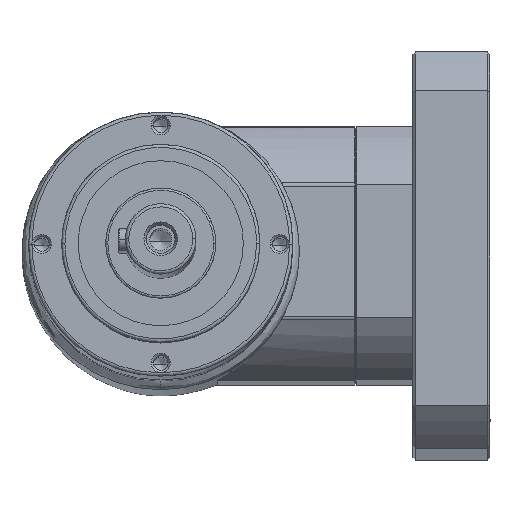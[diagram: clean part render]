
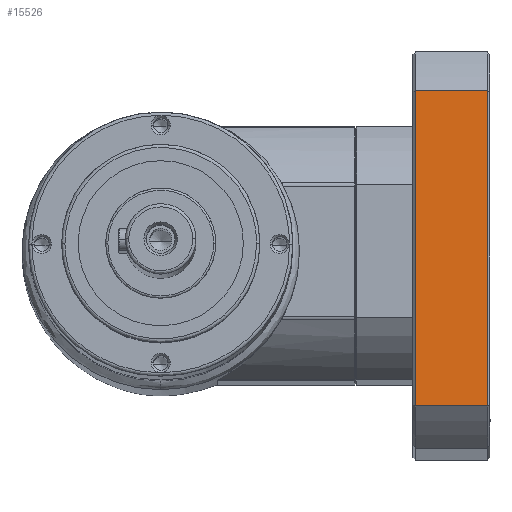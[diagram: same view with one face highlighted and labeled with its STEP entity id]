
A CAD part, left-side view. The second image highlights one B-rep face of the part: STEP entity #15526.
In plain terms, the highlighted face is planar.
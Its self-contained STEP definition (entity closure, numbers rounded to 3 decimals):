
#928 = ORIENTED_EDGE ( 'NONE', *, *, #18038, .F. ) ;
#1278 = VECTOR ( 'NONE', #2724, 1000. ) ;
#2724 = DIRECTION ( 'NONE',  ( 0., 0., -1. ) ) ;
#3548 = DIRECTION ( 'NONE',  ( -1., 0., 0. ) ) ;
#5246 = PLANE ( 'NONE',  #7471 ) ;
#7471 = AXIS2_PLACEMENT_3D ( 'NONE', #26453, #12404, #28865 ) ;
#7848 = EDGE_CURVE ( 'NONE', #10273, #27193, #11481, .T. ) ;
#8363 = ORIENTED_EDGE ( 'NONE', *, *, #7848, .T. ) ;
#10273 = VERTEX_POINT ( 'NONE', #16529 ) ;
#10739 = LINE ( 'NONE', #30640, #16849 ) ;
#11481 = LINE ( 'NONE', #30625, #29527 ) ;
#12404 = DIRECTION ( 'NONE',  ( 0., 1., 0. ) ) ;
#14112 = DIRECTION ( 'NONE',  ( 0., 0., -1. ) ) ;
#14527 = VERTEX_POINT ( 'NONE', #25609 ) ;
#15526 = ADVANCED_FACE ( 'NONE', ( #17107 ), #5246, .T. ) ;
#15812 = VERTEX_POINT ( 'NONE', #20436 ) ;
#16501 = EDGE_CURVE ( 'NONE', #15812, #10273, #26263, .T. ) ;
#16529 = CARTESIAN_POINT ( 'NONE',  ( 71.589, 90., 30. ) ) ;
#16849 = VECTOR ( 'NONE', #14112, 1000. ) ;
#17107 = FACE_OUTER_BOUND ( 'NONE', #17211, .T. ) ;
#17211 = EDGE_LOOP ( 'NONE', ( #19831, #21671, #8363, #928 ) ) ;
#17410 = CARTESIAN_POINT ( 'NONE',  ( 45., 90., 63. ) ) ;
#17662 = EDGE_CURVE ( 'NONE', #15812, #14527, #23939, .T. ) ;
#18038 = EDGE_CURVE ( 'NONE', #14527, #27193, #10739, .T. ) ;
#19831 = ORIENTED_EDGE ( 'NONE', *, *, #17662, .F. ) ;
#20436 = CARTESIAN_POINT ( 'NONE',  ( 71.589, 90., 63. ) ) ;
#21482 = CARTESIAN_POINT ( 'NONE',  ( 71.589, 90., 0. ) ) ;
#21671 = ORIENTED_EDGE ( 'NONE', *, *, #16501, .T. ) ;
#23939 = LINE ( 'NONE', #17410, #29499 ) ;
#25609 = CARTESIAN_POINT ( 'NONE',  ( -71.589, 90., 63. ) ) ;
#26263 = LINE ( 'NONE', #21482, #1278 ) ;
#26453 = CARTESIAN_POINT ( 'NONE',  ( 90., 90., 0. ) ) ;
#27193 = VERTEX_POINT ( 'NONE', #29375 ) ;
#28865 = DIRECTION ( 'NONE',  ( -1., 0., 0. ) ) ;
#29375 = CARTESIAN_POINT ( 'NONE',  ( -71.589, 90., 30. ) ) ;
#29499 = VECTOR ( 'NONE', #3548, 1000. ) ;
#29527 = VECTOR ( 'NONE', #30582, 1000. ) ;
#30582 = DIRECTION ( 'NONE',  ( -1., 0., 0. ) ) ;
#30625 = CARTESIAN_POINT ( 'NONE',  ( 90., 90., 30. ) ) ;
#30640 = CARTESIAN_POINT ( 'NONE',  ( -71.589, 90., 64. ) ) ;
